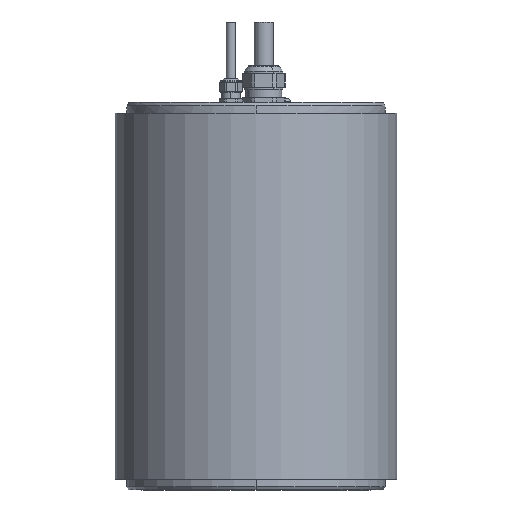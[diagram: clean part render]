
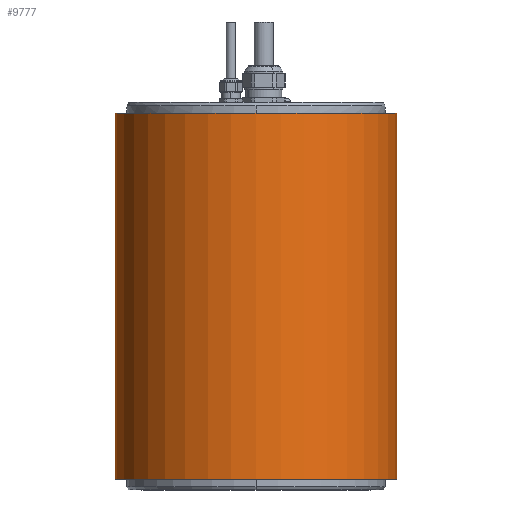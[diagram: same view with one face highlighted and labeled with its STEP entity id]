
A CAD part, front view. The second image highlights one B-rep face of the part: STEP entity #9777.
In plain terms, the highlighted cylindrical face has radius 87.25 mm (diameter 174.5 mm), a partial arc.
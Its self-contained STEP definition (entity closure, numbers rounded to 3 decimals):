
#1808=CARTESIAN_POINT('',(0.,0.,-6.6));
#1809=DIRECTION('',(0.,0.,1.));
#1810=DIRECTION('',(-0.338,0.941,0.));
#1811=AXIS2_PLACEMENT_3D('',#1808,#1809,#1810);
#1813=DIRECTION('',(0.,0.,1.));
#1814=VECTOR('',#1813,226.8);
#1815=CARTESIAN_POINT('',(29.5,82.112,-233.4));
#1816=LINE('',#1815,#1814);
#1817=CARTESIAN_POINT('',(0.,0.,-233.4));
#1818=DIRECTION('',(0.,0.,-1.));
#1819=DIRECTION('',(0.338,0.941,0.));
#1820=AXIS2_PLACEMENT_3D('',#1817,#1818,#1819);
#1822=DIRECTION('',(0.,0.,1.));
#1823=VECTOR('',#1822,226.8);
#1824=CARTESIAN_POINT('',(-29.5,82.112,-233.4));
#1825=LINE('',#1824,#1823);
#5885=CARTESIAN_POINT('',(-29.5,82.112,-233.4));
#5886=CARTESIAN_POINT('',(29.5,82.112,-233.4));
#5887=VERTEX_POINT('',#5885);
#5888=VERTEX_POINT('',#5886);
#5889=CARTESIAN_POINT('',(-29.5,82.112,-6.6));
#5890=CARTESIAN_POINT('',(29.5,82.112,-6.6));
#5891=VERTEX_POINT('',#5889);
#5892=VERTEX_POINT('',#5890);
#9765=CARTESIAN_POINT('',(0.,0.,4.74));
#9766=DIRECTION('',(0.,0.,-1.));
#9767=DIRECTION('',(1.,0.,0.));
#9768=AXIS2_PLACEMENT_3D('',#9765,#9766,#9767);
#9769=CYLINDRICAL_SURFACE('',#9768,87.25);
#9771=ORIENTED_EDGE('',*,*,#9770,.T.);
#9772=ORIENTED_EDGE('',*,*,#9730,.F.);
#9773=ORIENTED_EDGE('',*,*,#9754,.T.);
#9774=ORIENTED_EDGE('',*,*,#9734,.T.);
#9775=EDGE_LOOP('',(#9771,#9772,#9773,#9774));
#9776=FACE_OUTER_BOUND('',#9775,.F.);
#9777=ADVANCED_FACE('',(#9776),#9769,.T.);
#1812=CIRCLE('',#1811,87.25);
#1821=CIRCLE('',#1820,87.25);
#9730=EDGE_CURVE('',#5888,#5892,#1816,.T.);
#9734=EDGE_CURVE('',#5887,#5891,#1825,.T.);
#9754=EDGE_CURVE('',#5888,#5887,#1821,.T.);
#9770=EDGE_CURVE('',#5891,#5892,#1812,.T.);
